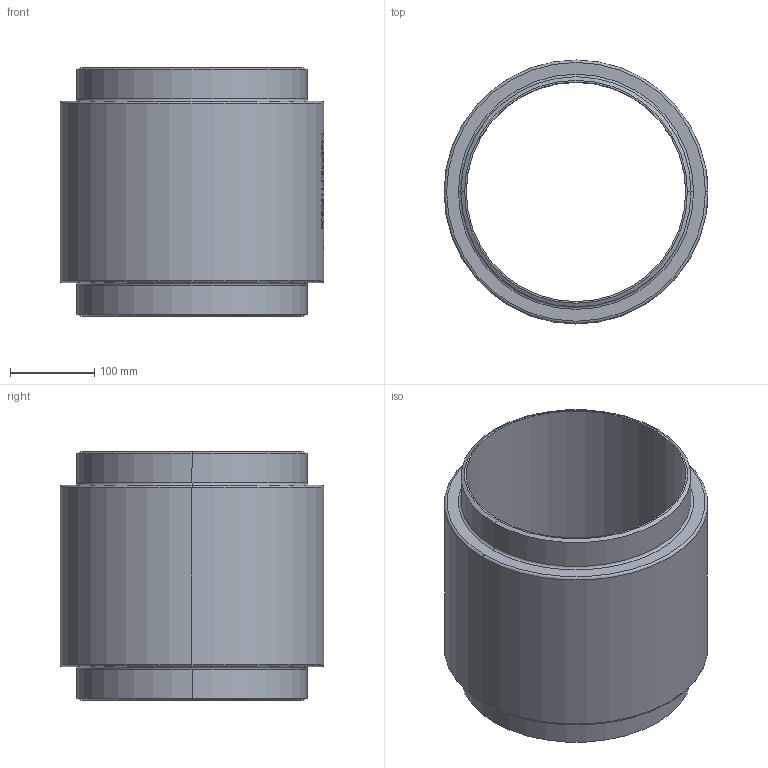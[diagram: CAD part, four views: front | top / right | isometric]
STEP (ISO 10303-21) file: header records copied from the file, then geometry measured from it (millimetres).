
FILE_DESCRIPTION (( 'STEP AP214' ), '1' );
FILE_NAME ('7110000_DN250_ PN16 1190502.STEP', '2022-03-22T10:46:52', ( 'axxx' ), ( 'Hewlett-Packard Company' ), 'SwSTEP 2.0', 'SolidWorks 2019', '' );
FILE_SCHEMA (( 'AUTOMOTIVE_DESIGN' ));
Length unit declared in the file: millimetre
Products named in the file (1): 7110000_DN250_ PN16 1190502
Bounding box: 313 x 313 x 295 mm (x, y, z)
Volume: 5501707.6 mm3; surface area: 568324.6 mm2
Topology: 1 solids, 1 shells, 480 faces, 1236 edges, 820 vertices
Faces by surface type: plane 230, bspline 211, cylinder 27, torus 8, cone 4
Entity records: 27930 total; most frequent: CARTESIAN_POINT 17684, ORIENTED_EDGE 2472, DIRECTION 1402, EDGE_CURVE 1236, VERTEX_POINT 820, VECTOR 676, LINE 676, EDGE_LOOP 544
